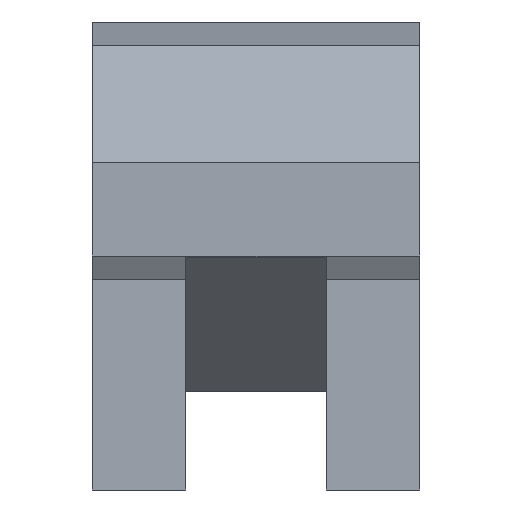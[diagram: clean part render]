
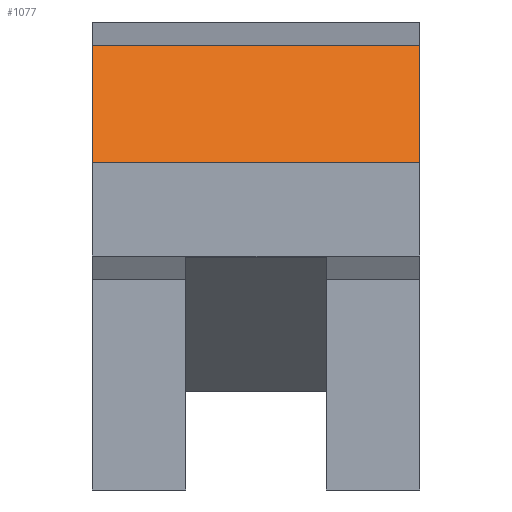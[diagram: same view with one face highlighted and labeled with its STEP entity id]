
A CAD part, left-side view. The second image highlights one B-rep face of the part: STEP entity #1077.
In plain terms, the highlighted free-form (B-spline) face has degree [1, 1] with [2, 2] control points.
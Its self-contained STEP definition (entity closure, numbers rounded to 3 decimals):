
#109 = VERTEX_POINT('',#110);
#110 = CARTESIAN_POINT('',(-368.181,139.312,
    39.803));
#115 = EDGE_CURVE('',#116,#109,#118,.T.);
#116 = VERTEX_POINT('',#117);
#117 = CARTESIAN_POINT('',(-318.427,139.312,
    89.558));
#118 = B_SPLINE_CURVE_WITH_KNOTS('',1,(#119,#120),.UNSPECIFIED.,.F.,.F.,
  (2,2),(-28.284,42.426),.PIECEWISE_BEZIER_KNOTS.);
#119 = CARTESIAN_POINT('',(-318.427,139.312,
    89.558));
#120 = CARTESIAN_POINT('',(-368.181,139.312,
    39.803));
#565 = VERTEX_POINT('',#566);
#566 = CARTESIAN_POINT('',(-318.427,0.,89.558));
#571 = EDGE_CURVE('',#565,#572,#574,.T.);
#572 = VERTEX_POINT('',#573);
#573 = CARTESIAN_POINT('',(-368.181,0.,39.803));
#574 = B_SPLINE_CURVE_WITH_KNOTS('',1,(#575,#576),.UNSPECIFIED.,.F.,.F.,
  (2,2),(0.,70.711),.PIECEWISE_BEZIER_KNOTS.);
#575 = CARTESIAN_POINT('',(-318.427,0.,89.558));
#576 = CARTESIAN_POINT('',(-368.181,0.,39.803));
#1066 = EDGE_CURVE('',#565,#116,#1067,.T.);
#1067 = B_SPLINE_CURVE_WITH_KNOTS('',1,(#1068,#1069),.UNSPECIFIED.,.F.,
  .F.,(2,2),(0.,140.),.PIECEWISE_BEZIER_KNOTS.);
#1068 = CARTESIAN_POINT('',(-318.427,0.,89.558));
#1069 = CARTESIAN_POINT('',(-318.427,139.312,
    89.558));
#1077 = ADVANCED_FACE('',(#1078),#1088,.T.);
#1078 = FACE_BOUND('',#1079,.T.);
#1079 = EDGE_LOOP('',(#1080,#1081,#1086,#1087));
#1080 = ORIENTED_EDGE('',*,*,#115,.T.);
#1081 = ORIENTED_EDGE('',*,*,#1082,.F.);
#1082 = EDGE_CURVE('',#572,#109,#1083,.T.);
#1083 = B_SPLINE_CURVE_WITH_KNOTS('',1,(#1084,#1085),.UNSPECIFIED.,.F.,
  .F.,(2,2),(0.,140.),.PIECEWISE_BEZIER_KNOTS.);
#1084 = CARTESIAN_POINT('',(-368.181,0.,39.803));
#1085 = CARTESIAN_POINT('',(-368.181,139.312,
    39.803));
#1086 = ORIENTED_EDGE('',*,*,#571,.F.);
#1087 = ORIENTED_EDGE('',*,*,#1066,.T.);
#1088 = B_SPLINE_SURFACE_WITH_KNOTS('',1,1,(
    (#1089,#1090)
    ,(#1091,#1092
    )),.UNSPECIFIED.,.F.,.F.,.F.,(2,2),(2,2),(0.,70.711),(0.,
    140.),.PIECEWISE_BEZIER_KNOTS.);
#1089 = CARTESIAN_POINT('',(-368.181,0.,39.803));
#1090 = CARTESIAN_POINT('',(-368.181,139.312,
    39.803));
#1091 = CARTESIAN_POINT('',(-318.427,0.,89.558));
#1092 = CARTESIAN_POINT('',(-318.427,139.312,
    89.558));
